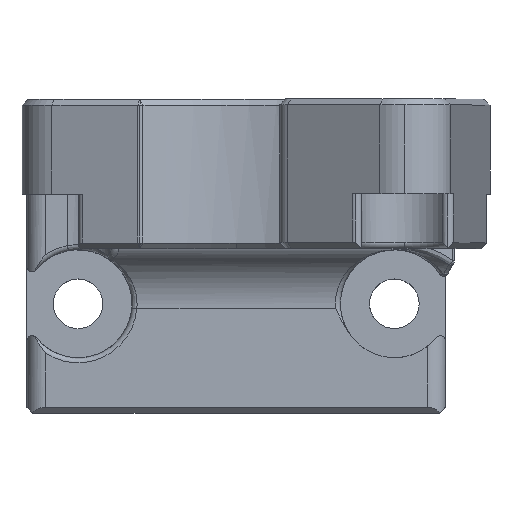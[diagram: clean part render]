
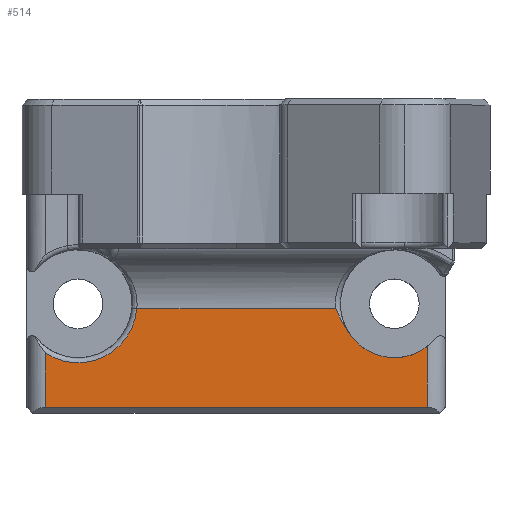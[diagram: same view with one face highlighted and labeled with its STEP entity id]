
A CAD part, top view. The second image highlights one B-rep face of the part: STEP entity #514.
In plain terms, the highlighted face is planar.
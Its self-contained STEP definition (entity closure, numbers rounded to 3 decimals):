
#78 = CARTESIAN_POINT ( 'NONE',  ( -13.1, 0., 21.1 ) ) ;
#311 = DIRECTION ( 'NONE',  ( 0., 1., 0. ) ) ;
#356 = CIRCLE ( 'NONE', #444, 3.7 ) ;
#400 = DIRECTION ( 'NONE',  ( 0., -1., 0. ) ) ;
#436 = CIRCLE ( 'NONE', #1343, 4.05 ) ;
#444 = AXIS2_PLACEMENT_3D ( 'NONE', #3894, #400, #2386 ) ;
#514 = ADVANCED_FACE ( 'NONE', ( #2756 ), #5125, .T. ) ;
#515 = LINE ( 'NONE', #1350, #3363 ) ;
#537 = B_SPLINE_CURVE_WITH_KNOTS ( 'NONE', 3,
 ( #597, #3454, #4549, #4128, #5039, #4521 ),
 .UNSPECIFIED., .F., .F.,
 ( 4, 2, 4 ),
 ( 0., 0.001, 0.002 ),
 .UNSPECIFIED. ) ;
#543 = EDGE_CURVE ( 'NONE', #4868, #3105, #356, .T. ) ;
#597 = CARTESIAN_POINT ( 'NONE',  ( 7.664, 0., 15.881 ) ) ;
#911 = EDGE_CURVE ( 'NONE', #4918, #2656, #436, .T. ) ;
#1124 = CARTESIAN_POINT ( 'NONE',  ( 0., 0., 6.5 ) ) ;
#1128 = EDGE_CURVE ( 'NONE', #3442, #4868, #5142, .T. ) ;
#1244 = ORIENTED_EDGE ( 'NONE', *, *, #2423, .T. ) ;
#1287 = ORIENTED_EDGE ( 'NONE', *, *, #2570, .T. ) ;
#1343 = AXIS2_PLACEMENT_3D ( 'NONE', #2821, #1625, #1545 ) ;
#1350 = CARTESIAN_POINT ( 'NONE',  ( -14.695, 0., 14.333 ) ) ;
#1434 = EDGE_CURVE ( 'NONE', #4918, #3246, #515, .T. ) ;
#1449 = ORIENTED_EDGE ( 'NONE', *, *, #2988, .T. ) ;
#1534 = CARTESIAN_POINT ( 'NONE',  ( 13.1, 0., 16.937 ) ) ;
#1545 = DIRECTION ( 'NONE',  ( -1., 0., 0. ) ) ;
#1625 = DIRECTION ( 'NONE',  ( 0., -1., 0. ) ) ;
#1684 = DIRECTION ( 'NONE',  ( 0., 0., 1. ) ) ;
#1705 = DIRECTION ( 'NONE',  ( 1., 0., 0. ) ) ;
#1723 = DIRECTION ( 'NONE',  ( 1., 0., 0. ) ) ;
#1750 = LINE ( 'NONE', #3312, #1948 ) ;
#1888 = CARTESIAN_POINT ( 'NONE',  ( 6.814, 0., 14.333 ) ) ;
#1948 = VECTOR ( 'NONE', #1705, 1000. ) ;
#2204 = CARTESIAN_POINT ( 'NONE',  ( -13.1, 0., 6.5 ) ) ;
#2247 = CARTESIAN_POINT ( 'NONE',  ( 13.1, 0., 21.1 ) ) ;
#2347 = ORIENTED_EDGE ( 'NONE', *, *, #1128, .T. ) ;
#2386 = DIRECTION ( 'NONE',  ( -1., 0., 0. ) ) ;
#2423 = EDGE_CURVE ( 'NONE', #2656, #3622, #4085, .T. ) ;
#2570 = EDGE_CURVE ( 'NONE', #3622, #3442, #1750, .T. ) ;
#2656 = VERTEX_POINT ( 'NONE', #3043 ) ;
#2756 = FACE_OUTER_BOUND ( 'NONE', #4477, .T. ) ;
#2784 = CARTESIAN_POINT ( 'NONE',  ( 7.664, 0., 15.881 ) ) ;
#2821 = CARTESIAN_POINT ( 'NONE',  ( -10.85, 0., 14. ) ) ;
#2988 = EDGE_CURVE ( 'NONE', #3105, #3246, #537, .T. ) ;
#3043 = CARTESIAN_POINT ( 'NONE',  ( -13.1, 0., 17.367 ) ) ;
#3105 = VERTEX_POINT ( 'NONE', #2784 ) ;
#3246 = VERTEX_POINT ( 'NONE', #1888 ) ;
#3296 = VECTOR ( 'NONE', #1684, 1000. ) ;
#3312 = CARTESIAN_POINT ( 'NONE',  ( 0., 0., 21.1 ) ) ;
#3363 = VECTOR ( 'NONE', #1723, 1000. ) ;
#3394 = ORIENTED_EDGE ( 'NONE', *, *, #1434, .F. ) ;
#3442 = VERTEX_POINT ( 'NONE', #2247 ) ;
#3454 = CARTESIAN_POINT ( 'NONE',  ( 7.514, 0., 15.627 ) ) ;
#3622 = VERTEX_POINT ( 'NONE', #78 ) ;
#3638 = VECTOR ( 'NONE', #3932, 1000. ) ;
#3894 = CARTESIAN_POINT ( 'NONE',  ( 10.85, 0., 14. ) ) ;
#3932 = DIRECTION ( 'NONE',  ( 0., 0., -1. ) ) ;
#3981 = ORIENTED_EDGE ( 'NONE', *, *, #543, .T. ) ;
#4085 = LINE ( 'NONE', #2204, #3296 ) ;
#4128 = CARTESIAN_POINT ( 'NONE',  ( 7.056, 0., 14.871 ) ) ;
#4142 = CARTESIAN_POINT ( 'NONE',  ( -6.814, 0., 14.333 ) ) ;
#4414 = DIRECTION ( 'NONE',  ( -1., 0., 0. ) ) ;
#4429 = CARTESIAN_POINT ( 'NONE',  ( 13.1, 0., 6.5 ) ) ;
#4439 = ORIENTED_EDGE ( 'NONE', *, *, #911, .T. ) ;
#4477 = EDGE_LOOP ( 'NONE', ( #1287, #2347, #3981, #1449, #3394, #4439, #1244 ) ) ;
#4521 = CARTESIAN_POINT ( 'NONE',  ( 6.814, 0., 14.333 ) ) ;
#4549 = CARTESIAN_POINT ( 'NONE',  ( 7.352, 0., 15.38 ) ) ;
#4619 = AXIS2_PLACEMENT_3D ( 'NONE', #1124, #311, #4414 ) ;
#4868 = VERTEX_POINT ( 'NONE', #1534 ) ;
#4918 = VERTEX_POINT ( 'NONE', #4142 ) ;
#5039 = CARTESIAN_POINT ( 'NONE',  ( 6.92, 0., 14.608 ) ) ;
#5125 = PLANE ( 'NONE',  #4619 ) ;
#5142 = LINE ( 'NONE', #4429, #3638 ) ;
